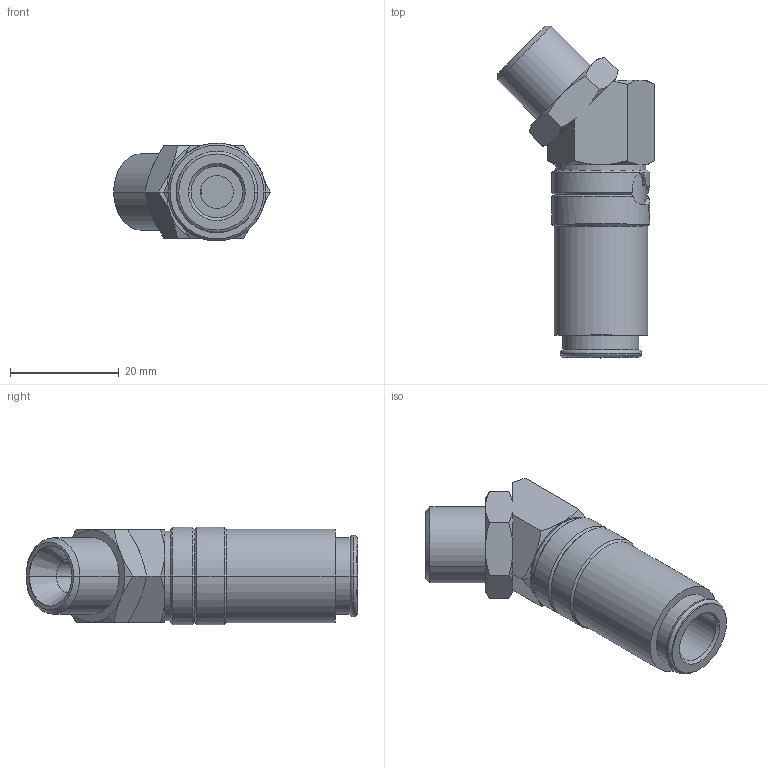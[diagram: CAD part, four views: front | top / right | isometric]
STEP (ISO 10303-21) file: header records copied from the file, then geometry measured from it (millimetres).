
FILE_DESCRIPTION(('STEP AP214'),'1');
FILE_NAME('esdmt1415al45.stp','2020-04-22T06:12:40',('TraceParts'),('TraceParts S.A.'),'Spatial InterOp 3D',' ',' ');
FILE_SCHEMA(('automotive_design'));
Length unit declared in the file: millimetre
Products named in the file (1): 1
Bounding box: 28.77 x 61 x 18 mm (x, y, z)
Volume: 11508.7 mm3; surface area: 5358.8 mm2
Topology: 1 solids, 1 shells, 110 faces, 261 edges, 158 vertices
Faces by surface type: cone 42, plane 34, cylinder 30, torus 4
Entity records: 4700 total; most frequent: CARTESIAN_POINT 1390, ORIENTED_EDGE 522, DIRECTION 506, EDGE_CURVE 261, AXIS2_PLACEMENT_3D 207, VERTEX_POINT 158, EDGE_LOOP 117, STYLED_ITEM 110
